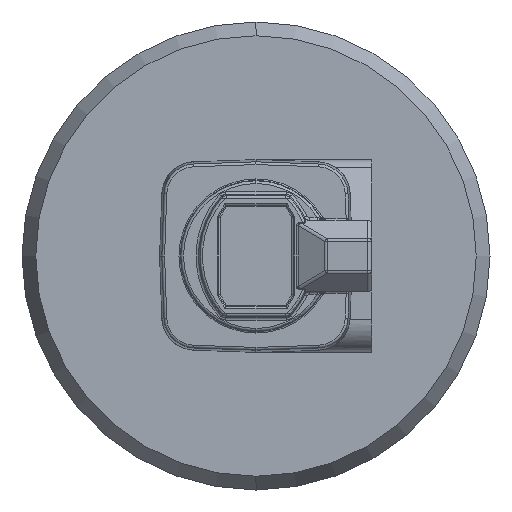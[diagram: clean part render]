
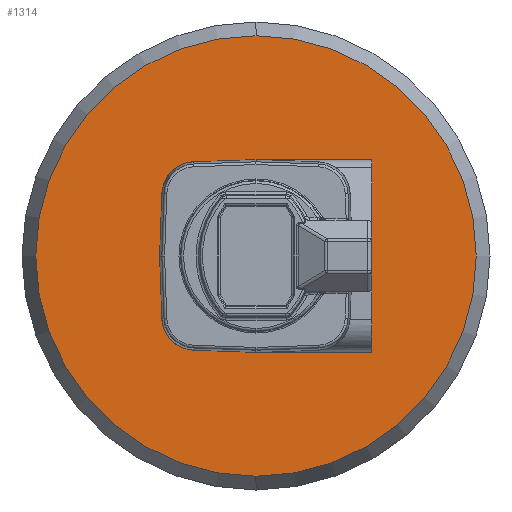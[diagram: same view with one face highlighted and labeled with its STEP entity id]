
A CAD part, left-side view. The second image highlights one B-rep face of the part: STEP entity #1314.
In plain terms, the highlighted planar face has unit normal (-1, 0, 0).
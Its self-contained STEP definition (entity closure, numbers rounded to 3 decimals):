
#198 = AXIS2_PLACEMENT_3D ( 'NONE', #6087, #4098, #10255 ) ;
#393 = AXIS2_PLACEMENT_3D ( 'NONE', #3253, #10194, #4248 ) ;
#436 = DIRECTION ( 'NONE',  ( 0., 0., 1. ) ) ;
#1314 = ADVANCED_FACE ( 'NONE', ( #2824, #6062 ), #2553, .F. ) ;
#1462 = AXIS2_PLACEMENT_3D ( 'NONE', #2740, #9667, #3727 ) ;
#2039 = CARTESIAN_POINT ( 'NONE',  ( 61.5, 0., 0. ) ) ;
#2282 = CIRCLE ( 'NONE', #1462, 80. ) ;
#2553 = PLANE ( 'NONE',  #198 ) ;
#2616 = VERTEX_POINT ( 'NONE', #4649 ) ;
#2740 = CARTESIAN_POINT ( 'NONE',  ( 61.5, 0., 0. ) ) ;
#2742 = ORIENTED_EDGE ( 'NONE', *, *, #6446, .T. ) ;
#2824 = FACE_BOUND ( 'NONE', #3474, .T. ) ;
#3011 = DIRECTION ( 'NONE',  ( 0., 0., 1. ) ) ;
#3177 = AXIS2_PLACEMENT_3D ( 'NONE', #12274, #6331, #436 ) ;
#3253 = CARTESIAN_POINT ( 'NONE',  ( 61.5, 0., 0. ) ) ;
#3474 = EDGE_LOOP ( 'NONE', ( #8501, #9615 ) ) ;
#3488 = VERTEX_POINT ( 'NONE', #4036 ) ;
#3520 = VERTEX_POINT ( 'NONE', #5076 ) ;
#3727 = DIRECTION ( 'NONE',  ( 0., 0., 1. ) ) ;
#4036 = CARTESIAN_POINT ( 'NONE',  ( 61.5, 0., -80. ) ) ;
#4098 = DIRECTION ( 'NONE',  ( 1., 0., 0. ) ) ;
#4248 = DIRECTION ( 'NONE',  ( 0., 0., 1. ) ) ;
#4649 = CARTESIAN_POINT ( 'NONE',  ( 61.5, 0., 80. ) ) ;
#4727 = CIRCLE ( 'NONE', #393, 80. ) ;
#4929 = VERTEX_POINT ( 'NONE', #4960 ) ;
#4960 = CARTESIAN_POINT ( 'NONE',  ( 61.5, 0., -20.5 ) ) ;
#5076 = CARTESIAN_POINT ( 'NONE',  ( 61.5, 0., 20.5 ) ) ;
#5591 = EDGE_CURVE ( 'NONE', #3520, #4929, #11425, .T. ) ;
#6062 = FACE_OUTER_BOUND ( 'NONE', #10399, .T. ) ;
#6087 = CARTESIAN_POINT ( 'NONE',  ( 61.5, 20.5, 0. ) ) ;
#6111 = EDGE_CURVE ( 'NONE', #3488, #2616, #4727, .T. ) ;
#6331 = DIRECTION ( 'NONE',  ( -1., 0., 0. ) ) ;
#6446 = EDGE_CURVE ( 'NONE', #2616, #3488, #2282, .T. ) ;
#6868 = ORIENTED_EDGE ( 'NONE', *, *, #6111, .T. ) ;
#8285 = EDGE_CURVE ( 'NONE', #4929, #3520, #9827, .T. ) ;
#8501 = ORIENTED_EDGE ( 'NONE', *, *, #8285, .F. ) ;
#8969 = DIRECTION ( 'NONE',  ( -1., 0., 0. ) ) ;
#9615 = ORIENTED_EDGE ( 'NONE', *, *, #5591, .F. ) ;
#9667 = DIRECTION ( 'NONE',  ( -1., 0., 0. ) ) ;
#9749 = AXIS2_PLACEMENT_3D ( 'NONE', #2039, #8969, #3011 ) ;
#9827 = CIRCLE ( 'NONE', #3177, 20.5 ) ;
#10194 = DIRECTION ( 'NONE',  ( -1., 0., 0. ) ) ;
#10255 = DIRECTION ( 'NONE',  ( 0., 0., -1. ) ) ;
#10399 = EDGE_LOOP ( 'NONE', ( #2742, #6868 ) ) ;
#11425 = CIRCLE ( 'NONE', #9749, 20.5 ) ;
#12274 = CARTESIAN_POINT ( 'NONE',  ( 61.5, 0., 0. ) ) ;
